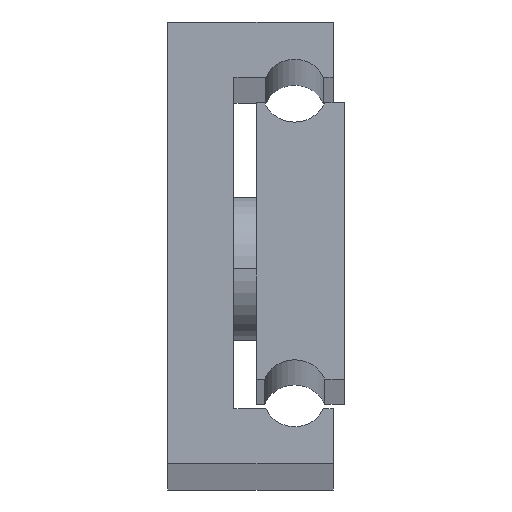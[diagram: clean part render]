
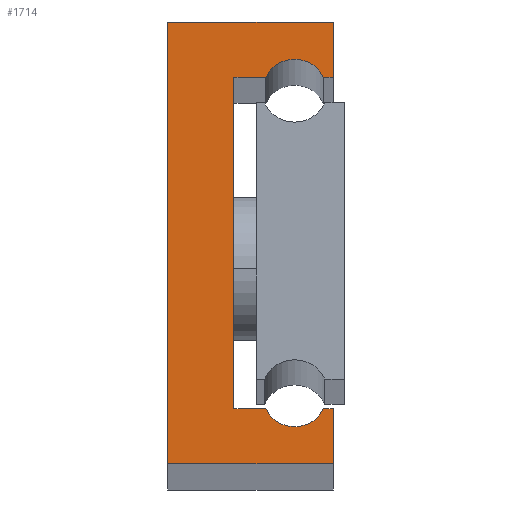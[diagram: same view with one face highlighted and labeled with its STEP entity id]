
A CAD part, top view. The second image highlights one B-rep face of the part: STEP entity #1714.
In plain terms, the highlighted planar face has unit normal (0, 0, 1).
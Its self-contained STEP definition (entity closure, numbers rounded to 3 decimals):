
#12 = CARTESIAN_POINT ( 'NONE',  ( 8.895, 5., 675. ) ) ;
#31 = VECTOR ( 'NONE', #1881, 1000. ) ;
#32 = VERTEX_POINT ( 'NONE', #347 ) ;
#40 = ORIENTED_EDGE ( 'NONE', *, *, #932, .T. ) ;
#42 = ORIENTED_EDGE ( 'NONE', *, *, #917, .T. ) ;
#45 = CARTESIAN_POINT ( 'NONE',  ( 0., 0., 675. ) ) ;
#70 = DIRECTION ( 'NONE',  ( 1., 0., 0. ) ) ;
#79 = LINE ( 'NONE', #1894, #2058 ) ;
#84 = CARTESIAN_POINT ( 'NONE',  ( 14.105, 35., 675. ) ) ;
#87 = CARTESIAN_POINT ( 'NONE',  ( 6., 5., 675. ) ) ;
#129 = VERTEX_POINT ( 'NONE', #1487 ) ;
#144 = ORIENTED_EDGE ( 'NONE', *, *, #1482, .T. ) ;
#151 = LINE ( 'NONE', #1988, #1842 ) ;
#260 = CARTESIAN_POINT ( 'NONE',  ( 6., 35., 675. ) ) ;
#262 = EDGE_CURVE ( 'NONE', #1712, #1498, #1904, .T. ) ;
#275 = DIRECTION ( 'NONE',  ( 0., 1., 0. ) ) ;
#281 = EDGE_CURVE ( 'NONE', #559, #129, #1269, .T. ) ;
#297 = ORIENTED_EDGE ( 'NONE', *, *, #572, .T. ) ;
#306 = DIRECTION ( 'NONE',  ( 0., 0., -1. ) ) ;
#315 = VECTOR ( 'NONE', #1245, 1000. ) ;
#319 = VERTEX_POINT ( 'NONE', #581 ) ;
#347 = CARTESIAN_POINT ( 'NONE',  ( 15., 40., 675. ) ) ;
#442 = DIRECTION ( 'NONE',  ( 1., 0., 0. ) ) ;
#444 = DIRECTION ( 'NONE',  ( -1., 0., 0. ) ) ;
#464 = EDGE_CURVE ( 'NONE', #319, #1649, #1031, .T. ) ;
#541 = CARTESIAN_POINT ( 'NONE',  ( 15., 0., 675. ) ) ;
#559 = VERTEX_POINT ( 'NONE', #84 ) ;
#572 = EDGE_CURVE ( 'NONE', #1707, #1712, #1425, .T. ) ;
#581 = CARTESIAN_POINT ( 'NONE',  ( 15., 0., 675. ) ) ;
#634 = ORIENTED_EDGE ( 'NONE', *, *, #464, .T. ) ;
#664 = VECTOR ( 'NONE', #275, 1000. ) ;
#678 = FACE_OUTER_BOUND ( 'NONE', #1845, .T. ) ;
#684 = CARTESIAN_POINT ( 'NONE',  ( 8.895, 35., 675. ) ) ;
#724 = LINE ( 'NONE', #1730, #664 ) ;
#755 = CIRCLE ( 'NONE', #1691, 2.89 ) ;
#762 = VECTOR ( 'NONE', #444, 1000. ) ;
#765 = LINE ( 'NONE', #1272, #762 ) ;
#799 = CIRCLE ( 'NONE', #1536, 2.89 ) ;
#807 = EDGE_CURVE ( 'NONE', #32, #1749, #151, .T. ) ;
#809 = DIRECTION ( 'NONE',  ( -1., 0., 0. ) ) ;
#825 = CARTESIAN_POINT ( 'NONE',  ( 0., 40., 675. ) ) ;
#836 = VERTEX_POINT ( 'NONE', #684 ) ;
#850 = DIRECTION ( 'NONE',  ( 0., 0., -1. ) ) ;
#899 = PLANE ( 'NONE',  #1461 ) ;
#905 = CARTESIAN_POINT ( 'NONE',  ( 8.895, 35., 675. ) ) ;
#917 = EDGE_CURVE ( 'NONE', #1178, #319, #79, .T. ) ;
#932 = EDGE_CURVE ( 'NONE', #956, #1707, #799, .T. ) ;
#950 = DIRECTION ( 'NONE',  ( -1., 0., 0. ) ) ;
#956 = VERTEX_POINT ( 'NONE', #1407 ) ;
#959 = EDGE_CURVE ( 'NONE', #129, #32, #724, .T. ) ;
#979 = ORIENTED_EDGE ( 'NONE', *, *, #807, .T. ) ;
#1031 = LINE ( 'NONE', #541, #31 ) ;
#1059 = EDGE_CURVE ( 'NONE', #1649, #956, #765, .T. ) ;
#1095 = DIRECTION ( 'NONE',  ( 0., 1., 0. ) ) ;
#1149 = VECTOR ( 'NONE', #1332, 1000. ) ;
#1156 = DIRECTION ( 'NONE',  ( -1., 0., 0. ) ) ;
#1165 = LINE ( 'NONE', #45, #1149 ) ;
#1178 = VERTEX_POINT ( 'NONE', #1322 ) ;
#1186 = EDGE_CURVE ( 'NONE', #836, #559, #755, .T. ) ;
#1245 = DIRECTION ( 'NONE',  ( 1., 0., 0. ) ) ;
#1269 = LINE ( 'NONE', #1435, #1385 ) ;
#1272 = CARTESIAN_POINT ( 'NONE',  ( 15., 5., 675. ) ) ;
#1322 = CARTESIAN_POINT ( 'NONE',  ( 0., 0., 675. ) ) ;
#1332 = DIRECTION ( 'NONE',  ( 0., -1., 0. ) ) ;
#1334 = EDGE_CURVE ( 'NONE', #1749, #1178, #1165, .T. ) ;
#1385 = VECTOR ( 'NONE', #442, 1000. ) ;
#1407 = CARTESIAN_POINT ( 'NONE',  ( 14.105, 5., 675. ) ) ;
#1420 = CARTESIAN_POINT ( 'NONE',  ( 11.5, 6.25, 675. ) ) ;
#1425 = LINE ( 'NONE', #1899, #1532 ) ;
#1435 = CARTESIAN_POINT ( 'NONE',  ( 15., 35., 675. ) ) ;
#1461 = AXIS2_PLACEMENT_3D ( 'NONE', #1499, #850, #1156 ) ;
#1463 = ORIENTED_EDGE ( 'NONE', *, *, #1186, .T. ) ;
#1482 = EDGE_CURVE ( 'NONE', #1498, #836, #1554, .T. ) ;
#1487 = CARTESIAN_POINT ( 'NONE',  ( 15., 35., 675. ) ) ;
#1498 = VERTEX_POINT ( 'NONE', #260 ) ;
#1499 = CARTESIAN_POINT ( 'NONE',  ( 11.5, 33.75, 675. ) ) ;
#1519 = CARTESIAN_POINT ( 'NONE',  ( 6., 5., 675. ) ) ;
#1532 = VECTOR ( 'NONE', #1746, 1000. ) ;
#1536 = AXIS2_PLACEMENT_3D ( 'NONE', #1420, #1886, #70 ) ;
#1554 = LINE ( 'NONE', #905, #315 ) ;
#1595 = VECTOR ( 'NONE', #1095, 1000. ) ;
#1649 = VERTEX_POINT ( 'NONE', #1933 ) ;
#1691 = AXIS2_PLACEMENT_3D ( 'NONE', #1959, #306, #950 ) ;
#1699 = ORIENTED_EDGE ( 'NONE', *, *, #281, .T. ) ;
#1707 = VERTEX_POINT ( 'NONE', #12 ) ;
#1712 = VERTEX_POINT ( 'NONE', #1519 ) ;
#1714 = ADVANCED_FACE ( 'NONE', ( #678 ), #899, .F. ) ;
#1730 = CARTESIAN_POINT ( 'NONE',  ( 15., 40., 675. ) ) ;
#1738 = ORIENTED_EDGE ( 'NONE', *, *, #959, .T. ) ;
#1744 = DIRECTION ( 'NONE',  ( 1., 0., 0. ) ) ;
#1746 = DIRECTION ( 'NONE',  ( -1., 0., 0. ) ) ;
#1749 = VERTEX_POINT ( 'NONE', #825 ) ;
#1803 = ORIENTED_EDGE ( 'NONE', *, *, #1334, .T. ) ;
#1842 = VECTOR ( 'NONE', #809, 1000. ) ;
#1845 = EDGE_LOOP ( 'NONE', ( #1803, #42, #634, #1960, #40, #297, #2030, #144, #1463, #1699, #1738, #979 ) ) ;
#1881 = DIRECTION ( 'NONE',  ( 0., 1., 0. ) ) ;
#1886 = DIRECTION ( 'NONE',  ( 0., 0., -1. ) ) ;
#1894 = CARTESIAN_POINT ( 'NONE',  ( 0., 0., 675. ) ) ;
#1899 = CARTESIAN_POINT ( 'NONE',  ( 8.895, 5., 675. ) ) ;
#1904 = LINE ( 'NONE', #87, #1595 ) ;
#1933 = CARTESIAN_POINT ( 'NONE',  ( 15., 5., 675. ) ) ;
#1959 = CARTESIAN_POINT ( 'NONE',  ( 11.5, 33.75, 675. ) ) ;
#1960 = ORIENTED_EDGE ( 'NONE', *, *, #1059, .T. ) ;
#1988 = CARTESIAN_POINT ( 'NONE',  ( 0., 40., 675. ) ) ;
#2030 = ORIENTED_EDGE ( 'NONE', *, *, #262, .T. ) ;
#2058 = VECTOR ( 'NONE', #1744, 1000. ) ;
